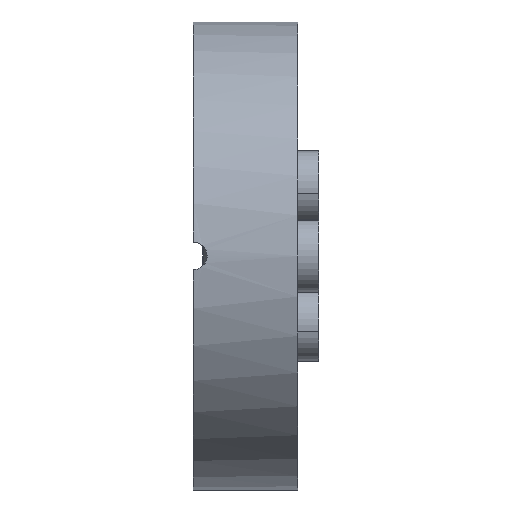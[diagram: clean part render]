
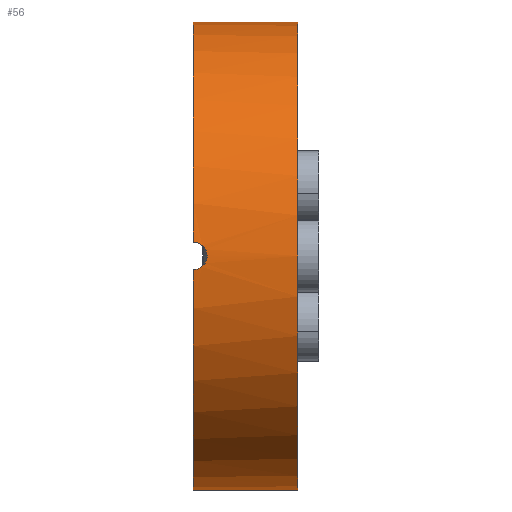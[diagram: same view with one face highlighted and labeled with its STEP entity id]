
A CAD part, left-side view. The second image highlights one B-rep face of the part: STEP entity #56.
In plain terms, the highlighted cylindrical face has radius 17 mm (diameter 34 mm), a partial arc.
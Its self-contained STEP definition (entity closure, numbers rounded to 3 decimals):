
#26 = CARTESIAN_POINT ( 'NONE',  ( 0., 0., 17. ) ) ;
#56 = ADVANCED_FACE ( 'NONE', ( #270 ), #2089, .T. ) ;
#141 = CARTESIAN_POINT ( 'NONE',  ( -16.978, -0.504, 0.874 ) ) ;
#151 = CARTESIAN_POINT ( 'NONE',  ( 0., -7.6, -17. ) ) ;
#156 = EDGE_CURVE ( 'NONE', #1697, #1478, #1778, .T. ) ;
#175 = ORIENTED_EDGE ( 'NONE', *, *, #1455, .F. ) ;
#200 = DIRECTION ( 'NONE',  ( 0., 1., 0. ) ) ;
#251 = CARTESIAN_POINT ( 'NONE',  ( 0., -7.6, 0. ) ) ;
#264 = CARTESIAN_POINT ( 'NONE',  ( 0., -7.6, 17. ) ) ;
#270 = FACE_OUTER_BOUND ( 'NONE', #2165, .T. ) ;
#291 = CARTESIAN_POINT ( 'NONE',  ( -16.998, -0.974, 0.263 ) ) ;
#300 = CARTESIAN_POINT ( 'NONE',  ( -16.971, 0., -1. ) ) ;
#315 = CARTESIAN_POINT ( 'NONE',  ( -16.972, -0.262, 0.974 ) ) ;
#340 = ORIENTED_EDGE ( 'NONE', *, *, #156, .F. ) ;
#345 = VERTEX_POINT ( 'NONE', #2289 ) ;
#400 = ORIENTED_EDGE ( 'NONE', *, *, #1961, .T. ) ;
#408 = CARTESIAN_POINT ( 'NONE',  ( 0., -7.6, 0. ) ) ;
#499 = CARTESIAN_POINT ( 'NONE',  ( -16.989, -0.801, -0.613 ) ) ;
#500 = DIRECTION ( 'NONE',  ( 0., 0., 1. ) ) ;
#509 = CIRCLE ( 'NONE', #810, 17. ) ;
#661 = VECTOR ( 'NONE', #200, 1000. ) ;
#674 = DIRECTION ( 'NONE',  ( 0., 1., 0. ) ) ;
#693 = CIRCLE ( 'NONE', #2032, 17. ) ;
#726 = VERTEX_POINT ( 'NONE', #264 ) ;
#754 = DIRECTION ( 'NONE',  ( 0., 1., 0. ) ) ;
#810 = AXIS2_PLACEMENT_3D ( 'NONE', #913, #754, #1835 ) ;
#814 = B_SPLINE_CURVE_WITH_KNOTS ( 'NONE', 3,
 ( #2126, #1239, #315, #141, #1540, #2088, #2265, #291, #1216, #1190, #1939, #1915, #499, #1019, #2286, #1034 ),
 .UNSPECIFIED., .F., .F.,
 ( 4, 2, 2, 2, 2, 2, 2, 4 ),
 ( 0., 0., 0.001, 0.001, 0.002, 0.002, 0.002, 0.003 ),
 .UNSPECIFIED. ) ;
#913 = CARTESIAN_POINT ( 'NONE',  ( 0., 0., 0. ) ) ;
#959 = DIRECTION ( 'NONE',  ( 0., 1., 0. ) ) ;
#974 = DIRECTION ( 'NONE',  ( 0., 0., 1. ) ) ;
#1019 = CARTESIAN_POINT ( 'NONE',  ( -16.978, -0.521, -0.893 ) ) ;
#1034 = CARTESIAN_POINT ( 'NONE',  ( -16.971, 0., -1. ) ) ;
#1190 = CARTESIAN_POINT ( 'NONE',  ( -17., -1., -0.13 ) ) ;
#1203 = CARTESIAN_POINT ( 'NONE',  ( -16.971, 0., 1. ) ) ;
#1216 = CARTESIAN_POINT ( 'NONE',  ( -17., -1., 0.131 ) ) ;
#1239 = CARTESIAN_POINT ( 'NONE',  ( -16.971, -0.132, 1. ) ) ;
#1283 = VERTEX_POINT ( 'NONE', #151 ) ;
#1340 = CARTESIAN_POINT ( 'NONE',  ( 0., -7.6, 17. ) ) ;
#1386 = AXIS2_PLACEMENT_3D ( 'NONE', #2300, #674, #500 ) ;
#1427 = LINE ( 'NONE', #1611, #661 ) ;
#1440 = EDGE_CURVE ( 'NONE', #345, #2017, #509, .T. ) ;
#1455 = EDGE_CURVE ( 'NONE', #1283, #345, #1427, .T. ) ;
#1478 = VERTEX_POINT ( 'NONE', #26 ) ;
#1484 = VECTOR ( 'NONE', #959, 1000. ) ;
#1498 = DIRECTION ( 'NONE',  ( 0., 1., 0. ) ) ;
#1527 = LINE ( 'NONE', #1340, #1484 ) ;
#1540 = CARTESIAN_POINT ( 'NONE',  ( -16.981, -0.615, 0.799 ) ) ;
#1611 = CARTESIAN_POINT ( 'NONE',  ( 0., -7.6, -17. ) ) ;
#1615 = EDGE_CURVE ( 'NONE', #1697, #2017, #814, .T. ) ;
#1675 = DIRECTION ( 'NONE',  ( 0., 1., 0. ) ) ;
#1697 = VERTEX_POINT ( 'NONE', #1203 ) ;
#1778 = CIRCLE ( 'NONE', #1386, 17. ) ;
#1824 = ORIENTED_EDGE ( 'NONE', *, *, #1906, .T. ) ;
#1835 = DIRECTION ( 'NONE',  ( 0., 0., 1. ) ) ;
#1868 = DIRECTION ( 'NONE',  ( 0., 0., 1. ) ) ;
#1906 = EDGE_CURVE ( 'NONE', #726, #1478, #1527, .T. ) ;
#1915 = CARTESIAN_POINT ( 'NONE',  ( -16.993, -0.874, -0.503 ) ) ;
#1939 = CARTESIAN_POINT ( 'NONE',  ( -16.998, -0.974, -0.261 ) ) ;
#1961 = EDGE_CURVE ( 'NONE', #1283, #726, #693, .T. ) ;
#1980 = ORIENTED_EDGE ( 'NONE', *, *, #1440, .F. ) ;
#2017 = VERTEX_POINT ( 'NONE', #300 ) ;
#2025 = ORIENTED_EDGE ( 'NONE', *, *, #1615, .T. ) ;
#2032 = AXIS2_PLACEMENT_3D ( 'NONE', #408, #1675, #1868 ) ;
#2045 = AXIS2_PLACEMENT_3D ( 'NONE', #251, #1498, #974 ) ;
#2088 = CARTESIAN_POINT ( 'NONE',  ( -16.989, -0.799, 0.615 ) ) ;
#2089 = CYLINDRICAL_SURFACE ( 'NONE', #2045, 17. ) ;
#2126 = CARTESIAN_POINT ( 'NONE',  ( -16.971, 0., 1. ) ) ;
#2165 = EDGE_LOOP ( 'NONE', ( #175, #400, #1824, #340, #2025, #1980 ) ) ;
#2265 = CARTESIAN_POINT ( 'NONE',  ( -16.993, -0.874, 0.503 ) ) ;
#2286 = CARTESIAN_POINT ( 'NONE',  ( -16.971, -0.264, -1. ) ) ;
#2289 = CARTESIAN_POINT ( 'NONE',  ( 0., 0., -17. ) ) ;
#2300 = CARTESIAN_POINT ( 'NONE',  ( 0., 0., 0. ) ) ;
